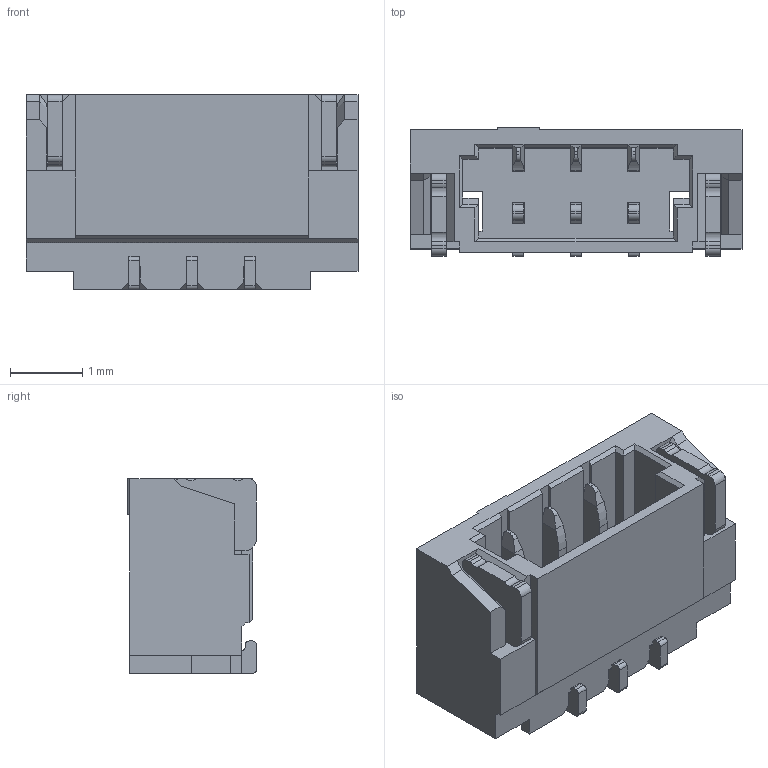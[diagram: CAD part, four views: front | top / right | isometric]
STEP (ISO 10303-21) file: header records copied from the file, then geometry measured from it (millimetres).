
FILE_DESCRIPTION(('CoCreate Modeling STEP Export'),'2;1');
FILE_NAME('WB0811H-03.stp','2021-09-09T13:50:23',(''),(''),'CoCreate Modeling STEP processor for AP214 (Solid Model)','CoCreate Modeling 16.00 13-May-2008 (C) Parametric Technology GmbH','');
FILE_SCHEMA(('AUTOMOTIVE_DESIGN { 1 0 10303 214 1 1 1 1 }'));
Length unit declared in the file: millimetre
Products named in the file (3): WB0811H-03; WB0811H-03XXX; WB0811H-03XXX.
Assembly tree (2 placements, depth 2):
  WB0811H-03XXX.
    WB0811H-03XXX
    WB0811H-03
Bounding box: 4.6 x 1.78 x 2.7 mm (x, y, z)
Volume: 12.9 mm3; surface area: 89.8 mm2
Topology: 1 solids, 1 shells, 377 faces, 1238 edges, 918 vertices
Faces by surface type: plane 269, cylinder 108
Entity records: 14762 total; most frequent: CARTESIAN_POINT 2798, ORIENTED_EDGE 2300, DIRECTION 2289, EDGE_CURVE 1150, VECTOR 1009, LINE 1009, VERTEX_POINT 742, AXIS2_PLACEMENT_3D 640
